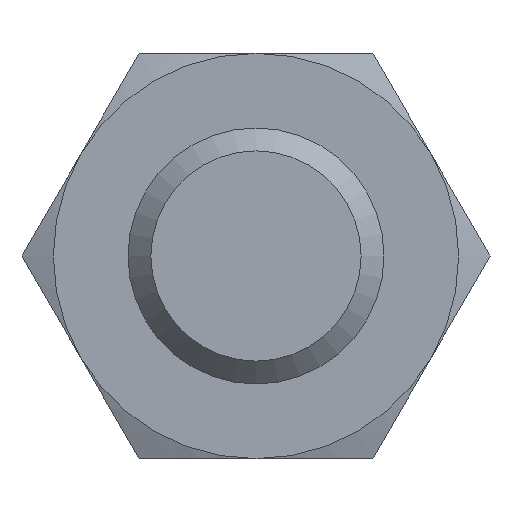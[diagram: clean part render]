
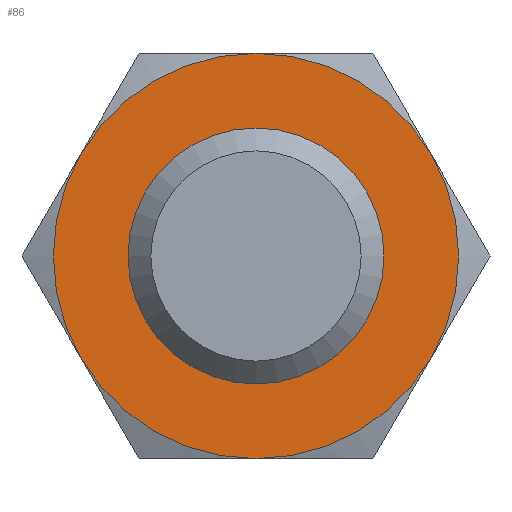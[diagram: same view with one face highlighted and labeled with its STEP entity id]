
A CAD part, front view. The second image highlights one B-rep face of the part: STEP entity #86.
In plain terms, the highlighted planar face has unit normal (0, -1, 0).
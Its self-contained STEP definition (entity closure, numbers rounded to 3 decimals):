
#86 = ADVANCED_FACE( '', ( #177, #178 ), #179, .F. );
#177 = FACE_BOUND( '', #268, .T. );
#178 = FACE_OUTER_BOUND( '', #269, .T. );
#179 = PLANE( '', #270 );
#268 = EDGE_LOOP( '', ( #424 ) );
#269 = EDGE_LOOP( '', ( #425, #426, #427, #428, #429, #430 ) );
#270 = AXIS2_PLACEMENT_3D( '', #431, #432, #433 );
#424 = ORIENTED_EDGE( '', *, *, #517, .F. );
#425 = ORIENTED_EDGE( '', *, *, #530, .T. );
#426 = ORIENTED_EDGE( '', *, *, #502, .T. );
#427 = ORIENTED_EDGE( '', *, *, #534, .T. );
#428 = ORIENTED_EDGE( '', *, *, #555, .T. );
#429 = ORIENTED_EDGE( '', *, *, #521, .T. );
#430 = ORIENTED_EDGE( '', *, *, #498, .T. );
#431 = CARTESIAN_POINT( '', ( 9.5, 0., 0. ) );
#432 = DIRECTION( '', ( 0., 1., 0. ) );
#433 = DIRECTION( '', ( 0., 0., 1. ) );
#498 = EDGE_CURVE( '', #574, #575, #576, .T. );
#502 = EDGE_CURVE( '', #581, #582, #583, .T. );
#517 = EDGE_CURVE( '', #607, #607, #608, .T. );
#521 = EDGE_CURVE( '', #610, #574, #614, .T. );
#530 = EDGE_CURVE( '', #575, #581, #625, .T. );
#534 = EDGE_CURVE( '', #582, #630, #631, .T. );
#555 = EDGE_CURVE( '', #630, #610, #658, .T. );
#574 = VERTEX_POINT( '', #678 );
#575 = VERTEX_POINT( '', #679 );
#576 = CIRCLE( '', #680, 9.5 );
#581 = VERTEX_POINT( '', #695 );
#582 = VERTEX_POINT( '', #696 );
#583 = CIRCLE( '', #697, 9.5 );
#607 = VERTEX_POINT( '', #741 );
#608 = CIRCLE( '', #742, 4.7 );
#610 = VERTEX_POINT( '', #744 );
#614 = CIRCLE( '', #758, 9.5 );
#625 = CIRCLE( '', #786, 9.5 );
#630 = VERTEX_POINT( '', #801 );
#631 = CIRCLE( '', #802, 9.5 );
#658 = CIRCLE( '', #871, 9.5 );
#678 = CARTESIAN_POINT( '', ( -8.227, 0., -4.75 ) );
#679 = CARTESIAN_POINT( '', ( 0., 0., -9.5 ) );
#680 = AXIS2_PLACEMENT_3D( '', #908, #909, #910 );
#695 = CARTESIAN_POINT( '', ( 8.227, 0., -4.75 ) );
#696 = CARTESIAN_POINT( '', ( 8.227, 0., 4.75 ) );
#697 = AXIS2_PLACEMENT_3D( '', #911, #912, #913 );
#741 = CARTESIAN_POINT( '', ( 0., 0., -4.7 ) );
#742 = AXIS2_PLACEMENT_3D( '', #935, #936, #937 );
#744 = CARTESIAN_POINT( '', ( -8.227, 0., 4.75 ) );
#758 = AXIS2_PLACEMENT_3D( '', #938, #939, #940 );
#786 = AXIS2_PLACEMENT_3D( '', #943, #944, #945 );
#801 = CARTESIAN_POINT( '', ( 0., 0., 9.5 ) );
#802 = AXIS2_PLACEMENT_3D( '', #946, #947, #948 );
#871 = AXIS2_PLACEMENT_3D( '', #957, #958, #959 );
#908 = CARTESIAN_POINT( '', ( 0., 0., 0. ) );
#909 = DIRECTION( '', ( 0., -1., 0. ) );
#910 = DIRECTION( '', ( 0., 0., -1. ) );
#911 = CARTESIAN_POINT( '', ( 0., 0., 0. ) );
#912 = DIRECTION( '', ( 0., -1., 0. ) );
#913 = DIRECTION( '', ( 0., 0., -1. ) );
#935 = CARTESIAN_POINT( '', ( 0., 0., 0. ) );
#936 = DIRECTION( '', ( 0., -1., 0. ) );
#937 = DIRECTION( '', ( 0., 0., -1. ) );
#938 = CARTESIAN_POINT( '', ( 0., 0., 0. ) );
#939 = DIRECTION( '', ( 0., -1., 0. ) );
#940 = DIRECTION( '', ( 0., 0., -1. ) );
#943 = CARTESIAN_POINT( '', ( 0., 0., 0. ) );
#944 = DIRECTION( '', ( 0., -1., 0. ) );
#945 = DIRECTION( '', ( 0., 0., -1. ) );
#946 = CARTESIAN_POINT( '', ( 0., 0., 0. ) );
#947 = DIRECTION( '', ( 0., -1., 0. ) );
#948 = DIRECTION( '', ( 0., 0., -1. ) );
#957 = CARTESIAN_POINT( '', ( 0., 0., 0. ) );
#958 = DIRECTION( '', ( 0., -1., 0. ) );
#959 = DIRECTION( '', ( 0., 0., -1. ) );
